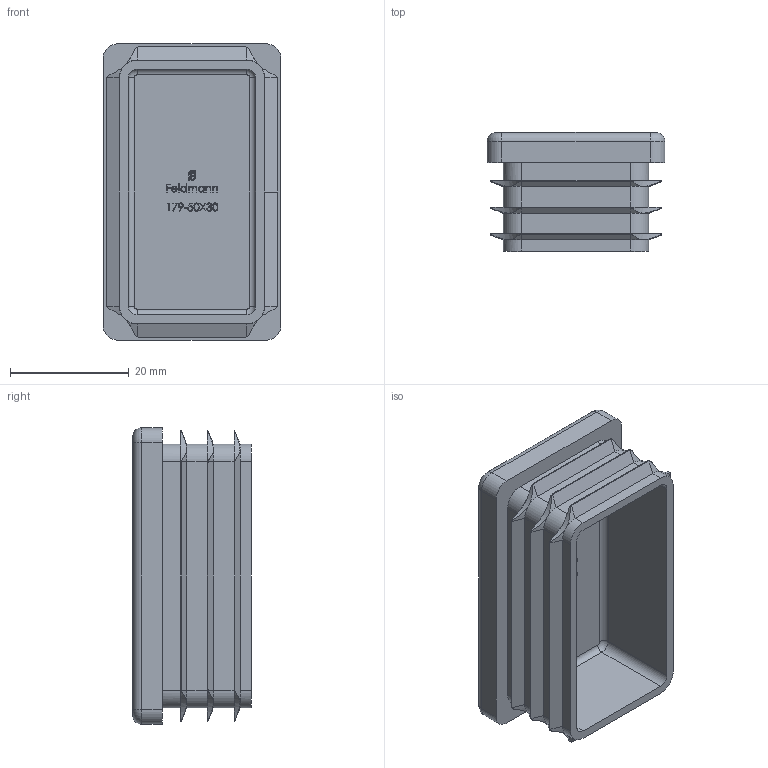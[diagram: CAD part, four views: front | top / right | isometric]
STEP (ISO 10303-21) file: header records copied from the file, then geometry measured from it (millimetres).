
FILE_DESCRIPTION (( 'STEP AP203' ), '1' );
FILE_NAME ('179-50X30.step', '2021-01-25T13:14:20', ( '' ), ( '' ), 'SwSTEP 2.0', 'SolidWorks 2018', '' );
FILE_SCHEMA (( 'CONFIG_CONTROL_DESIGN' ));
Length unit declared in the file: millimetre
Products named in the file (2): 179-50X30
Bounding box: 30 x 20 x 50 mm (x, y, z)
Volume: 10755.4 mm3; surface area: 8839.3 mm2
Topology: 1 solids, 1 shells, 452 faces, 1202 edges, 778 vertices
Faces by surface type: plane 220, bspline 117, cylinder 83, cone 24, torus 8
Entity records: 20046 total; most frequent: CARTESIAN_POINT 9591, ORIENTED_EDGE 2404, DIRECTION 1693, EDGE_CURVE 1202, VERTEX_POINT 778, VECTOR 677, LINE 677, AXIS2_PLACEMENT_3D 508
